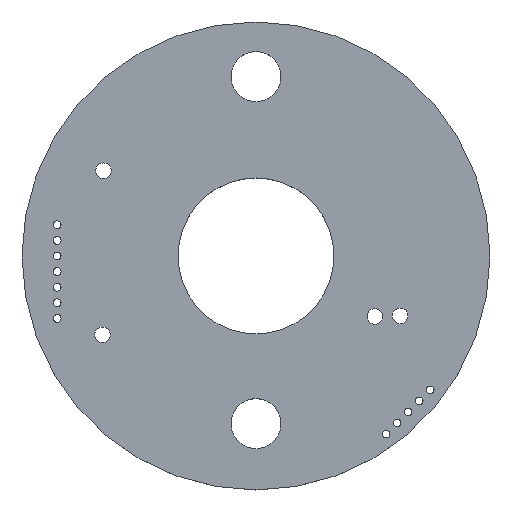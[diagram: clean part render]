
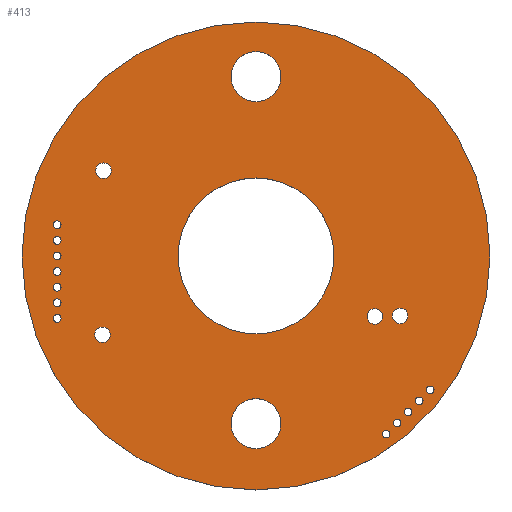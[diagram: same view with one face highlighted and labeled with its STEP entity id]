
A CAD part, top view. The second image highlights one B-rep face of the part: STEP entity #413.
In plain terms, the highlighted planar face has unit normal (0, 0, 1).
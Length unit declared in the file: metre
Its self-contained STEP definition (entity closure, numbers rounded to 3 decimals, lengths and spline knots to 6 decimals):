
#12=PLANE('',#486);
#52=ORIENTED_EDGE('',*,*,#94,.F.);
#53=ORIENTED_EDGE('',*,*,#100,.F.);
#54=ORIENTED_EDGE('',*,*,#102,.F.);
#55=ORIENTED_EDGE('',*,*,#128,.F.);
#56=ORIENTED_EDGE('',*,*,#126,.F.);
#57=ORIENTED_EDGE('',*,*,#130,.F.);
#58=ORIENTED_EDGE('',*,*,#96,.F.);
#59=ORIENTED_EDGE('',*,*,#98,.F.);
#60=ORIENTED_EDGE('',*,*,#118,.F.);
#61=ORIENTED_EDGE('',*,*,#124,.F.);
#62=ORIENTED_EDGE('',*,*,#122,.F.);
#63=ORIENTED_EDGE('',*,*,#114,.F.);
#64=ORIENTED_EDGE('',*,*,#116,.F.);
#65=ORIENTED_EDGE('',*,*,#120,.F.);
#66=ORIENTED_EDGE('',*,*,#110,.F.);
#67=ORIENTED_EDGE('',*,*,#106,.F.);
#68=ORIENTED_EDGE('',*,*,#108,.F.);
#69=ORIENTED_EDGE('',*,*,#104,.F.);
#70=ORIENTED_EDGE('',*,*,#112,.F.);
#71=ORIENTED_EDGE('',*,*,#132,.T.);
#94=EDGE_CURVE('',#134,#134,#174,.T.);
#96=EDGE_CURVE('',#136,#136,#176,.T.);
#98=EDGE_CURVE('',#138,#138,#178,.T.);
#100=EDGE_CURVE('',#140,#140,#180,.T.);
#102=EDGE_CURVE('',#142,#142,#182,.T.);
#104=EDGE_CURVE('',#144,#144,#184,.T.);
#106=EDGE_CURVE('',#146,#146,#186,.T.);
#108=EDGE_CURVE('',#148,#148,#188,.T.);
#110=EDGE_CURVE('',#150,#150,#190,.T.);
#112=EDGE_CURVE('',#152,#152,#192,.T.);
#114=EDGE_CURVE('',#154,#154,#194,.T.);
#116=EDGE_CURVE('',#156,#156,#196,.T.);
#118=EDGE_CURVE('',#158,#158,#198,.T.);
#120=EDGE_CURVE('',#160,#160,#200,.T.);
#122=EDGE_CURVE('',#162,#162,#202,.T.);
#124=EDGE_CURVE('',#164,#164,#204,.T.);
#126=EDGE_CURVE('',#166,#166,#206,.T.);
#128=EDGE_CURVE('',#168,#168,#208,.T.);
#130=EDGE_CURVE('',#170,#170,#210,.T.);
#132=EDGE_CURVE('',#172,#172,#212,.T.);
#134=VERTEX_POINT('',#620);
#136=VERTEX_POINT('',#625);
#138=VERTEX_POINT('',#630);
#140=VERTEX_POINT('',#635);
#142=VERTEX_POINT('',#640);
#144=VERTEX_POINT('',#645);
#146=VERTEX_POINT('',#650);
#148=VERTEX_POINT('',#655);
#150=VERTEX_POINT('',#660);
#152=VERTEX_POINT('',#665);
#154=VERTEX_POINT('',#670);
#156=VERTEX_POINT('',#675);
#158=VERTEX_POINT('',#680);
#160=VERTEX_POINT('',#685);
#162=VERTEX_POINT('',#690);
#164=VERTEX_POINT('',#695);
#166=VERTEX_POINT('',#700);
#168=VERTEX_POINT('',#705);
#170=VERTEX_POINT('',#710);
#172=VERTEX_POINT('',#715);
#174=CIRCLE('',#430,0.0016);
#176=CIRCLE('',#433,0.00025);
#178=CIRCLE('',#436,0.00025);
#180=CIRCLE('',#439,0.00025);
#182=CIRCLE('',#442,0.00025);
#184=CIRCLE('',#445,0.00025);
#186=CIRCLE('',#448,0.00025);
#188=CIRCLE('',#451,0.00025);
#190=CIRCLE('',#454,0.00025);
#192=CIRCLE('',#457,0.00025);
#194=CIRCLE('',#460,0.00025);
#196=CIRCLE('',#463,0.00025);
#198=CIRCLE('',#466,0.005);
#200=CIRCLE('',#469,0.0005);
#202=CIRCLE('',#472,0.0005);
#204=CIRCLE('',#475,0.0016);
#206=CIRCLE('',#478,0.0005);
#208=CIRCLE('',#481,0.0005);
#210=CIRCLE('',#484,0.00025);
#212=CIRCLE('',#487,0.015);
#252=EDGE_LOOP('',(#52));
#253=EDGE_LOOP('',(#53));
#254=EDGE_LOOP('',(#54));
#255=EDGE_LOOP('',(#55));
#256=EDGE_LOOP('',(#56));
#257=EDGE_LOOP('',(#57));
#258=EDGE_LOOP('',(#58));
#259=EDGE_LOOP('',(#59));
#260=EDGE_LOOP('',(#60));
#261=EDGE_LOOP('',(#61));
#262=EDGE_LOOP('',(#62));
#263=EDGE_LOOP('',(#63));
#264=EDGE_LOOP('',(#64));
#265=EDGE_LOOP('',(#65));
#266=EDGE_LOOP('',(#66));
#267=EDGE_LOOP('',(#67));
#268=EDGE_LOOP('',(#68));
#269=EDGE_LOOP('',(#69));
#270=EDGE_LOOP('',(#70));
#271=EDGE_LOOP('',(#71));
#332=FACE_BOUND('',#252,.T.);
#333=FACE_BOUND('',#253,.T.);
#334=FACE_BOUND('',#254,.T.);
#335=FACE_BOUND('',#255,.T.);
#336=FACE_BOUND('',#256,.T.);
#337=FACE_BOUND('',#257,.T.);
#338=FACE_BOUND('',#258,.T.);
#339=FACE_BOUND('',#259,.T.);
#340=FACE_BOUND('',#260,.T.);
#341=FACE_BOUND('',#261,.T.);
#342=FACE_BOUND('',#262,.T.);
#343=FACE_BOUND('',#263,.T.);
#344=FACE_BOUND('',#264,.T.);
#345=FACE_BOUND('',#265,.T.);
#346=FACE_BOUND('',#266,.T.);
#347=FACE_BOUND('',#267,.T.);
#348=FACE_BOUND('',#268,.T.);
#349=FACE_BOUND('',#269,.T.);
#350=FACE_BOUND('',#270,.T.);
#351=FACE_BOUND('',#271,.T.);
#413=ADVANCED_FACE('',(#332,#333,#334,#335,#336,#337,#338,#339,#340,#341,
#342,#343,#344,#345,#346,#347,#348,#349,#350,#351),#12,.T.);
#430=AXIS2_PLACEMENT_3D('',#619,#495,#496);
#433=AXIS2_PLACEMENT_3D('',#624,#501,#502);
#436=AXIS2_PLACEMENT_3D('',#629,#507,#508);
#439=AXIS2_PLACEMENT_3D('',#634,#513,#514);
#442=AXIS2_PLACEMENT_3D('',#639,#519,#520);
#445=AXIS2_PLACEMENT_3D('',#644,#525,#526);
#448=AXIS2_PLACEMENT_3D('',#649,#531,#532);
#451=AXIS2_PLACEMENT_3D('',#654,#537,#538);
#454=AXIS2_PLACEMENT_3D('',#659,#543,#544);
#457=AXIS2_PLACEMENT_3D('',#664,#549,#550);
#460=AXIS2_PLACEMENT_3D('',#669,#555,#556);
#463=AXIS2_PLACEMENT_3D('',#674,#561,#562);
#466=AXIS2_PLACEMENT_3D('',#679,#567,#568);
#469=AXIS2_PLACEMENT_3D('',#684,#573,#574);
#472=AXIS2_PLACEMENT_3D('',#689,#579,#580);
#475=AXIS2_PLACEMENT_3D('',#694,#585,#586);
#478=AXIS2_PLACEMENT_3D('',#699,#591,#592);
#481=AXIS2_PLACEMENT_3D('',#704,#597,#598);
#484=AXIS2_PLACEMENT_3D('',#709,#603,#604);
#486=AXIS2_PLACEMENT_3D('',#713,#607,#608);
#487=AXIS2_PLACEMENT_3D('',#714,#609,#610);
#495=DIRECTION('',(0.,0.,1.));
#496=DIRECTION('',(1.,0.,0.));
#501=DIRECTION('',(0.,0.,1.));
#502=DIRECTION('',(1.,0.,0.));
#507=DIRECTION('',(0.,0.,1.));
#508=DIRECTION('',(1.,0.,0.));
#513=DIRECTION('',(0.,0.,1.));
#514=DIRECTION('',(1.,0.,0.));
#519=DIRECTION('',(0.,0.,1.));
#520=DIRECTION('',(1.,0.,0.));
#525=DIRECTION('',(0.,0.,1.));
#526=DIRECTION('',(1.,0.,0.));
#531=DIRECTION('',(0.,0.,1.));
#532=DIRECTION('',(1.,0.,0.));
#537=DIRECTION('',(0.,0.,1.));
#538=DIRECTION('',(1.,0.,0.));
#543=DIRECTION('',(0.,0.,1.));
#544=DIRECTION('',(1.,0.,0.));
#549=DIRECTION('',(0.,0.,1.));
#550=DIRECTION('',(1.,0.,0.));
#555=DIRECTION('',(0.,0.,1.));
#556=DIRECTION('',(1.,0.,0.));
#561=DIRECTION('',(0.,0.,1.));
#562=DIRECTION('',(1.,0.,0.));
#567=DIRECTION('',(0.,0.,1.));
#568=DIRECTION('',(1.,0.,0.));
#573=DIRECTION('',(0.,0.,1.));
#574=DIRECTION('',(1.,0.,0.));
#579=DIRECTION('',(0.,0.,1.));
#580=DIRECTION('',(1.,0.,0.));
#585=DIRECTION('',(0.,0.,1.));
#586=DIRECTION('',(1.,0.,0.));
#591=DIRECTION('',(0.,0.,1.));
#592=DIRECTION('',(1.,0.,0.));
#597=DIRECTION('',(0.,0.,1.));
#598=DIRECTION('',(1.,0.,0.));
#603=DIRECTION('',(0.,0.,1.));
#604=DIRECTION('',(1.,0.,0.));
#607=DIRECTION('',(0.,0.,1.));
#608=DIRECTION('',(1.,0.,0.));
#609=DIRECTION('',(0.,0.,1.));
#610=DIRECTION('',(1.,0.,0.));
#619=CARTESIAN_POINT('',(0.045,-0.0325,0.0016));
#620=CARTESIAN_POINT('',(0.0466,-0.0325,0.0016));
#624=CARTESIAN_POINT('',(0.055457,-0.053293,0.0016));
#625=CARTESIAN_POINT('',(0.055707,-0.053293,0.0016));
#629=CARTESIAN_POINT('',(0.056164,-0.052586,0.0016));
#630=CARTESIAN_POINT('',(0.056414,-0.052586,0.0016));
#634=CARTESIAN_POINT('',(0.054043,-0.054707,0.0016));
#635=CARTESIAN_POINT('',(0.054293,-0.054707,0.0016));
#639=CARTESIAN_POINT('',(0.053336,-0.055414,0.0016));
#640=CARTESIAN_POINT('',(0.053586,-0.055414,0.0016));
#644=CARTESIAN_POINT('',(0.03225,-0.044,0.0016));
#645=CARTESIAN_POINT('',(0.0325,-0.044,0.0016));
#649=CARTESIAN_POINT('',(0.03225,-0.043,0.0016));
#650=CARTESIAN_POINT('',(0.0325,-0.043,0.0016));
#654=CARTESIAN_POINT('',(0.03225,-0.042,0.0016));
#655=CARTESIAN_POINT('',(0.0325,-0.042,0.0016));
#659=CARTESIAN_POINT('',(0.03225,-0.046,0.0016));
#660=CARTESIAN_POINT('',(0.0325,-0.046,0.0016));
#664=CARTESIAN_POINT('',(0.03225,-0.045,0.0016));
#665=CARTESIAN_POINT('',(0.0325,-0.045,0.0016));
#669=CARTESIAN_POINT('',(0.03225,-0.048,0.0016));
#670=CARTESIAN_POINT('',(0.0325,-0.048,0.0016));
#674=CARTESIAN_POINT('',(0.03225,-0.047,0.0016));
#675=CARTESIAN_POINT('',(0.0325,-0.047,0.0016));
#679=CARTESIAN_POINT('',(0.045,-0.044,0.0016));
#680=CARTESIAN_POINT('',(0.05,-0.044,0.0016));
#684=CARTESIAN_POINT('',(0.035156,-0.049054,0.0016));
#685=CARTESIAN_POINT('',(0.035656,-0.049054,0.0016));
#689=CARTESIAN_POINT('',(0.035225,-0.038532,0.0016));
#690=CARTESIAN_POINT('',(0.035725,-0.038532,0.0016));
#694=CARTESIAN_POINT('',(0.045,-0.05475,0.0016));
#695=CARTESIAN_POINT('',(0.0466,-0.05475,0.0016));
#699=CARTESIAN_POINT('',(0.052621,-0.047869,0.0016));
#700=CARTESIAN_POINT('',(0.053121,-0.047869,0.0016));
#704=CARTESIAN_POINT('',(0.054244,-0.047838,0.0016));
#705=CARTESIAN_POINT('',(0.054744,-0.047838,0.0016));
#709=CARTESIAN_POINT('',(0.05475,-0.054,0.0016));
#710=CARTESIAN_POINT('',(0.055,-0.054,0.0016));
#713=CARTESIAN_POINT('',(0.045,-0.044,0.0016));
#714=CARTESIAN_POINT('',(0.045,-0.044,0.0016));
#715=CARTESIAN_POINT('',(0.06,-0.044,0.0016));
